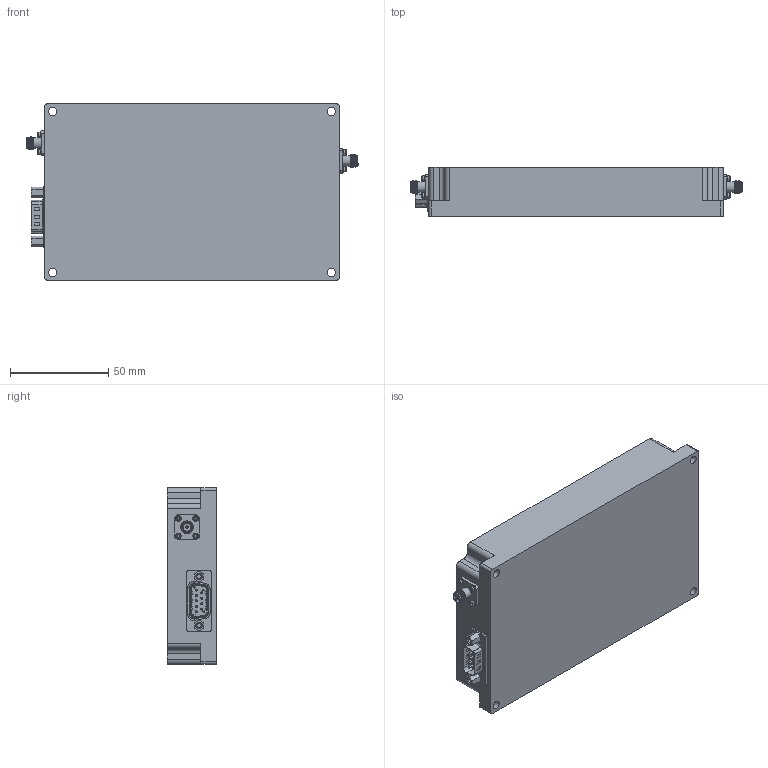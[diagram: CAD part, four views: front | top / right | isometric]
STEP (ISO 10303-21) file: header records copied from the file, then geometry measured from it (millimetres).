
FILE_DESCRIPTION (( 'STEP AP203' ), '1' );
FILE_NAME ('PE15A5070 ¦ FMAM5070_3D.step', '2020-06-18T14:10:10', ( '' ), ( '' ), 'SwSTEP 2.0', 'SolidWorks 2018', '' );
FILE_SCHEMA (( 'CONFIG_CONTROL_DESIGN' ));
Products named in the file (1): PE15A5070 ｦ FMAM5070_3D
Bounding box: 169.15 x 25 x 90 mm (x, y, z)
Volume: 333777 mm3; surface area: 41520.2 mm2
Topology: 1 solids, 21 shells, 1679 faces, 4325 edges, 2836 vertices
Faces by surface type: plane 969, bspline 407, cylinder 171, cone 102, sphere 18, torus 12
Full cylindrical faces by diameter (mm): 0.508 x9, 1.016 x13, 1.27 x4, 1.524 x24, 1.854 x10, 2.184 x2, 2.438 x8, 2.946 x8, 3.048 x1, 3.556 x1, 4.2 x4, 4.521 x2, 5.08 x2, 5.334 x4
Entity records: 76508 total; most frequent: CARTESIAN_POINT 40006, ORIENTED_EDGE 8078, DIRECTION 5999, EDGE_CURVE 4039, VERTEX_POINT 2712, LINE 2661, VECTOR 2661, EDGE_LOOP 1967
